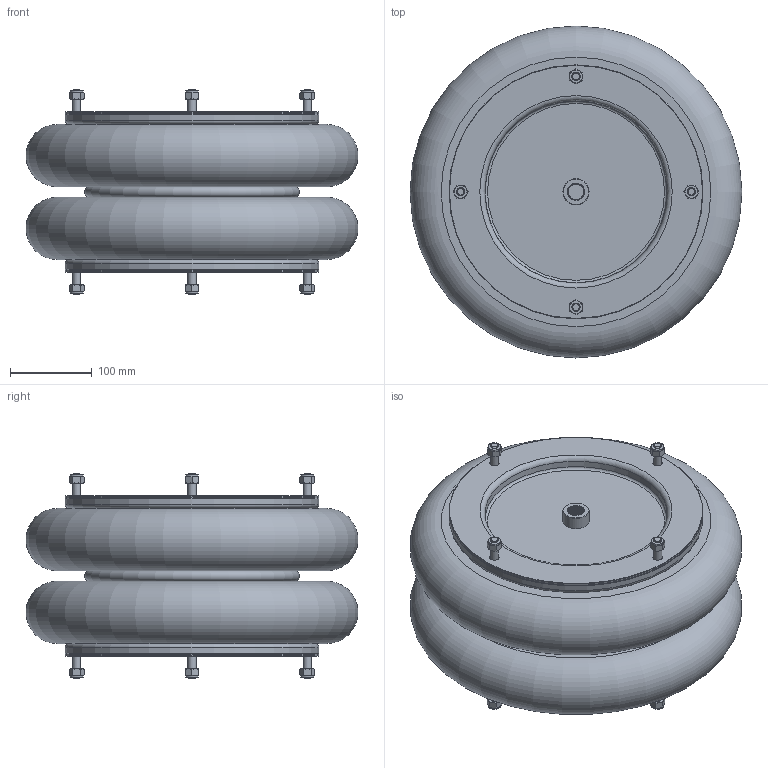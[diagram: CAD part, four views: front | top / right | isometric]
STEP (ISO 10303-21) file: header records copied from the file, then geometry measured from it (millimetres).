
FILE_DESCRIPTION(/* description */ (''),/* implementation_level */ '2;1');
FILE_NAME(/* name */ '6W-16x2-01.stp',/* time_stamp */ '2021-06-14T09:40:20+02:00',/* author */ (''),/* organization */ (''),/* preprocessor_version */ 'ST-DEVELOPER v18.1',/* originating_system */ 'SIEMENS PLM Software NX 1965',/* authorisation */ '');
FILE_SCHEMA (('AP203_CONFIGURATION_CONTROLLED_3D_DESIGN_OF_MECHANICAL_PARTS_AND_ASSEMBLIES_MIM_LF { 1 0 10303 403 2 1 2}'));
Length unit declared in the file: millimetre
Products named in the file (1): hoff1F2CB9E2ojnu
Bounding box: 406.38 x 406.38 x 251.4 mm (x, y, z)
Volume: 2935977.3 mm3; surface area: 1570991 mm2
Topology: 23 solids, 23 shells, 350 faces, 689 edges, 408 vertices
Faces by surface type: cone 145, plane 117, cylinder 51, torus 35, bspline 2
Full cylindrical faces by diameter (mm): 8.782 x8, 9 x8, 10 x8, 11.5 x8, 27 x2, 32 x1, 236.5 x4, 242.5 x2, 264.3 x2, 305 x2, 311 x4
Entity records: 10240 total; most frequent: CARTESIAN_POINT 3594, DIRECTION 1328, ORIENTED_EDGE 1078, AXIS2_PLACEMENT_3D 640, EDGE_LOOP 546, EDGE_CURVE 539, VERTEX_POINT 390, FACE_BOUND 379
